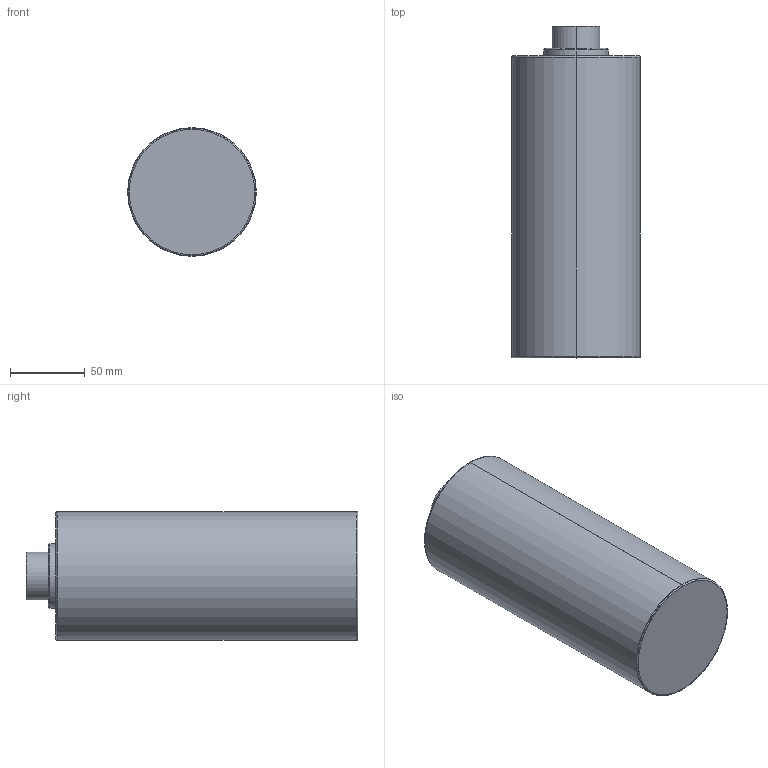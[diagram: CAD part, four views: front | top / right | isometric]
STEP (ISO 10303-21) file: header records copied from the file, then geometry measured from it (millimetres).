
FILE_DESCRIPTION (( 'STEP AP203' ), '1' );
FILE_NAME ('珨汔せ赽.STEP', '2024-01-05T07:41:34', ( 'zym-develop' ), ( '' ), 'SwSTEP 2.0', 'SolidWorks 2020', '' );
FILE_SCHEMA (( 'CONFIG_CONTROL_DESIGN' ));
Length unit declared in the file: millimetre
Products named in the file (1): 珨汔せ赽
Bounding box: 86 x 222 x 86 mm (x, y, z)
Volume: 33393.9 mm3; surface area: 133625.1 mm2
Topology: 1 solids, 1 shells, 31 faces, 60 edges, 36 vertices
Faces by surface type: torus 12, cylinder 12, plane 7
Entity records: 883 total; most frequent: DIRECTION 172, CARTESIAN_POINT 128, ORIENTED_EDGE 120, AXIS2_PLACEMENT_3D 80, EDGE_CURVE 60, CIRCLE 48, VERTEX_POINT 36, EDGE_LOOP 36
